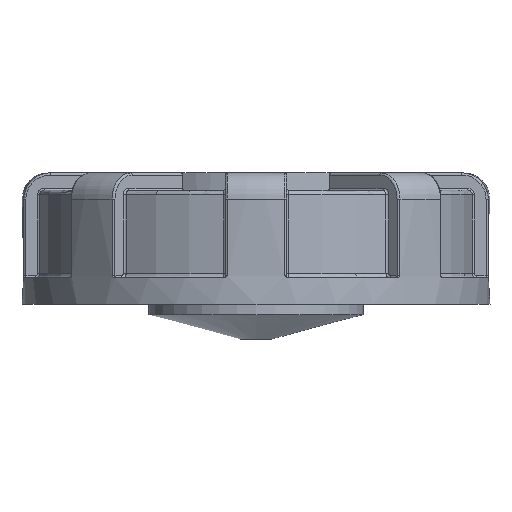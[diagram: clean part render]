
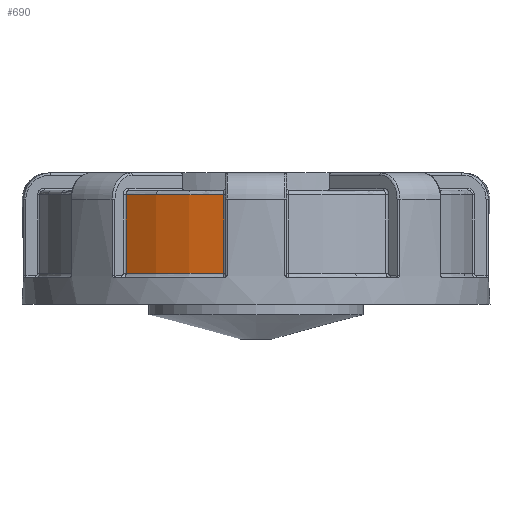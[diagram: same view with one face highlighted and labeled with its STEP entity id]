
A CAD part, left-side view. The second image highlights one B-rep face of the part: STEP entity #690.
In plain terms, the highlighted cylindrical face has radius 25 mm (diameter 50 mm), a partial arc.
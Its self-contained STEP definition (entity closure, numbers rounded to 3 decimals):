
#690 = ADVANCED_FACE( '', ( #1393 ), #1394, .T. );
#1393 = FACE_OUTER_BOUND( '', #7574, .T. );
#1394 = CYLINDRICAL_SURFACE( '', #7575, 25. );
#7574 = EDGE_LOOP( '', ( #9782, #9783, #9784, #9785 ) );
#7575 = AXIS2_PLACEMENT_3D( '', #9786, #9787, #9788 );
#9782 = ORIENTED_EDGE( '', *, *, #10499, .T. );
#9783 = ORIENTED_EDGE( '', *, *, #10590, .T. );
#9784 = ORIENTED_EDGE( '', *, *, #9883, .T. );
#9785 = ORIENTED_EDGE( '', *, *, #10331, .T. );
#9786 = CARTESIAN_POINT( '', ( 0., 0., 57.15 ) );
#9787 = DIRECTION( '', ( 0., 0., -1. ) );
#9788 = DIRECTION( '', ( 1., 0., 0. ) );
#9883 = EDGE_CURVE( '', #10692, #10693, #10694, .F. );
#10331 = EDGE_CURVE( '', #10693, #11390, #11392, .T. );
#10499 = EDGE_CURVE( '', #11390, #11593, #11595, .T. );
#10590 = EDGE_CURVE( '', #11593, #10692, #11696, .F. );
#10692 = VERTEX_POINT( '', #12044 );
#10693 = VERTEX_POINT( '', #12045 );
#10694 = CIRCLE( '', #12046, 25. );
#11390 = VERTEX_POINT( '', #15255 );
#11392 = LINE( '', #15257, #15258 );
#11593 = VERTEX_POINT( '', #16317 );
#11595 = CIRCLE( '', #16355, 25. );
#11696 = LINE( '', #16696, #16697 );
#12044 = CARTESIAN_POINT( '', ( -20.107, 14.856, 3.5 ) );
#12045 = CARTESIAN_POINT( '', ( -24.723, 3.713, 3.5 ) );
#12046 = AXIS2_PLACEMENT_3D( '', #16808, #16809, #16810 );
#15255 = CARTESIAN_POINT( '', ( -24.723, 3.713, 12.5 ) );
#15257 = CARTESIAN_POINT( '', ( -24.723, 3.713, 57.15 ) );
#15258 = VECTOR( '', #17392, 1000. );
#16317 = CARTESIAN_POINT( '', ( -20.107, 14.856, 12.5 ) );
#16355 = AXIS2_PLACEMENT_3D( '', #17554, #17555, #17556 );
#16696 = CARTESIAN_POINT( '', ( -20.107, 14.856, 57.15 ) );
#16697 = VECTOR( '', #17627, 1000. );
#16808 = CARTESIAN_POINT( '', ( 0., 0., 3.5 ) );
#16809 = DIRECTION( '', ( 0., 0., -1. ) );
#16810 = DIRECTION( '', ( -1., 0., 0. ) );
#17392 = DIRECTION( '', ( 0., 0., 1. ) );
#17554 = CARTESIAN_POINT( '', ( 0., 0., 12.5 ) );
#17555 = DIRECTION( '', ( 0., 0., -1. ) );
#17556 = DIRECTION( '', ( -1., 0., 0. ) );
#17627 = DIRECTION( '', ( 0., 0., 1. ) );
